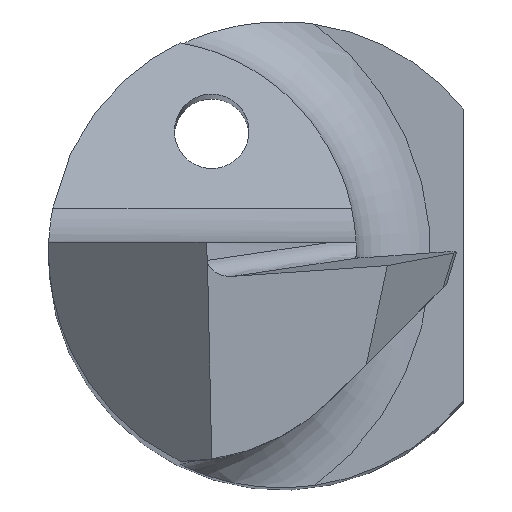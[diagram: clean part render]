
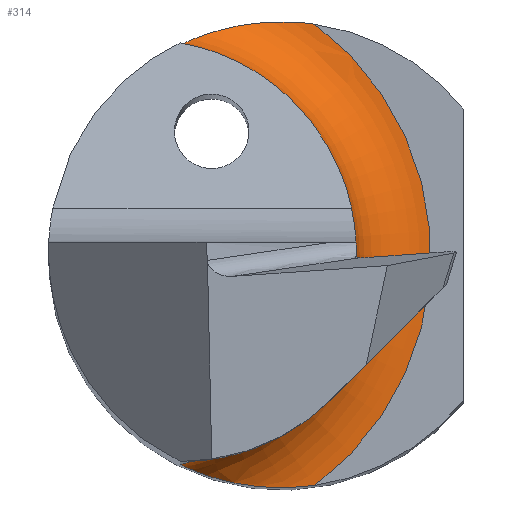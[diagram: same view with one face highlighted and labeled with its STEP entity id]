
A CAD part, top view. The second image highlights one B-rep face of the part: STEP entity #314.
In plain terms, the highlighted toroidal (fillet/blend) face has major radius 3.084 mm and minor radius 0.8 mm.
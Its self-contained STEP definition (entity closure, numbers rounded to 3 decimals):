
#4 = CARTESIAN_POINT ( 'NONE',  ( -0.402, 2.472, 15.094 ) ) ;
#41 = B_SPLINE_CURVE_WITH_KNOTS ( 'NONE', 3,
 ( #128, #60, #616, #894, #353, #886, #823, #46, #124, #210, #200, #679 ),
 .UNSPECIFIED., .F., .F.,
 ( 4, 2, 2, 2, 2, 4 ),
 ( 0., 0., 0.001, 0.001, 0.002, 0.002 ),
 .UNSPECIFIED. ) ;
#46 = CARTESIAN_POINT ( 'NONE',  ( -0.964, -2.307, 15.445 ) ) ;
#57 = DIRECTION ( 'NONE',  ( 1., 0., 0. ) ) ;
#60 = CARTESIAN_POINT ( 'NONE',  ( 0.204, -2.496, 15. ) ) ;
#81 = VERTEX_POINT ( 'NONE', #458 ) ;
#83 = CARTESIAN_POINT ( 'NONE',  ( -1.484, 0., 15.8 ) ) ;
#91 = DIRECTION ( 'NONE',  ( 0., 0., 1. ) ) ;
#124 = CARTESIAN_POINT ( 'NONE',  ( -1.008, -2.288, 15.506 ) ) ;
#128 = CARTESIAN_POINT ( 'NONE',  ( 0.357, -2.474, 15. ) ) ;
#136 = AXIS2_PLACEMENT_3D ( 'NONE', #500, #91, #222 ) ;
#152 = CARTESIAN_POINT ( 'NONE',  ( 0.204, 2.496, 15. ) ) ;
#159 = CARTESIAN_POINT ( 'NONE',  ( -1.09, 2.25, 15.8 ) ) ;
#180 = ORIENTED_EDGE ( 'NONE', *, *, #572, .F. ) ;
#200 = CARTESIAN_POINT ( 'NONE',  ( -1.09, -2.25, 15.722 ) ) ;
#210 = CARTESIAN_POINT ( 'NONE',  ( -1.072, -2.259, 15.646 ) ) ;
#214 = EDGE_CURVE ( 'NONE', #862, #652, #502, .T. ) ;
#222 = DIRECTION ( 'NONE',  ( 1., 0., 0. ) ) ;
#227 = FACE_OUTER_BOUND ( 'NONE', #720, .T. ) ;
#231 = CARTESIAN_POINT ( 'NONE',  ( 0.05, 2.504, 15.01 ) ) ;
#248 = AXIS2_PLACEMENT_3D ( 'NONE', #690, #403, #57 ) ;
#256 = ORIENTED_EDGE ( 'NONE', *, *, #295, .F. ) ;
#295 = EDGE_CURVE ( 'NONE', #81, #862, #552, .T. ) ;
#314 = ADVANCED_FACE ( 'NONE', ( #227 ), #561, .F. ) ;
#328 = AXIS2_PLACEMENT_3D ( 'NONE', #83, #842, #423 ) ;
#353 = CARTESIAN_POINT ( 'NONE',  ( -0.4, -2.472, 15.094 ) ) ;
#371 = CARTESIAN_POINT ( 'NONE',  ( -1.09, -2.25, 15.8 ) ) ;
#381 = CIRCLE ( 'NONE', #328, 2.284 ) ;
#403 = DIRECTION ( 'NONE',  ( 0., 0., -1. ) ) ;
#423 = DIRECTION ( 'NONE',  ( 1., 0., 0. ) ) ;
#425 = CARTESIAN_POINT ( 'NONE',  ( -0.68, 2.41, 15.207 ) ) ;
#433 = CARTESIAN_POINT ( 'NONE',  ( -0.811, 2.368, 15.285 ) ) ;
#458 = CARTESIAN_POINT ( 'NONE',  ( -1.09, 2.25, 15.8 ) ) ;
#466 = ORIENTED_EDGE ( 'NONE', *, *, #214, .F. ) ;
#500 = CARTESIAN_POINT ( 'NONE',  ( -1.484, 0., 15.8 ) ) ;
#502 = CIRCLE ( 'NONE', #248, 3.084 ) ;
#552 = B_SPLINE_CURVE_WITH_KNOTS ( 'NONE', 3,
 ( #159, #902, #631, #433, #425, #4, #762, #231, #152, #560 ),
 .UNSPECIFIED., .F., .F.,
 ( 4, 2, 2, 2, 4 ),
 ( 0., 0., 0.001, 0.001, 0.002 ),
 .UNSPECIFIED. ) ;
#557 = CARTESIAN_POINT ( 'NONE',  ( 0.357, -2.474, 15. ) ) ;
#560 = CARTESIAN_POINT ( 'NONE',  ( 0.357, 2.474, 15. ) ) ;
#561 = TOROIDAL_SURFACE ( 'NONE', #136, 3.084, 0.8 ) ;
#572 = EDGE_CURVE ( 'NONE', #652, #860, #41, .T. ) ;
#574 = ORIENTED_EDGE ( 'NONE', *, *, #875, .F. ) ;
#616 = CARTESIAN_POINT ( 'NONE',  ( 0.052, -2.504, 15.01 ) ) ;
#631 = CARTESIAN_POINT ( 'NONE',  ( -1.016, 2.287, 15.499 ) ) ;
#652 = VERTEX_POINT ( 'NONE', #557 ) ;
#679 = CARTESIAN_POINT ( 'NONE',  ( -1.09, -2.25, 15.8 ) ) ;
#690 = CARTESIAN_POINT ( 'NONE',  ( -1.484, 0., 15. ) ) ;
#720 = EDGE_LOOP ( 'NONE', ( #180, #466, #256, #574 ) ) ;
#762 = CARTESIAN_POINT ( 'NONE',  ( -0.251, 2.492, 15.057 ) ) ;
#763 = CARTESIAN_POINT ( 'NONE',  ( 0.357, 2.474, 15. ) ) ;
#823 = CARTESIAN_POINT ( 'NONE',  ( -0.809, -2.368, 15.283 ) ) ;
#842 = DIRECTION ( 'NONE',  ( 0., 0., 1. ) ) ;
#860 = VERTEX_POINT ( 'NONE', #371 ) ;
#862 = VERTEX_POINT ( 'NONE', #763 ) ;
#875 = EDGE_CURVE ( 'NONE', #860, #81, #381, .T. ) ;
#886 = CARTESIAN_POINT ( 'NONE',  ( -0.678, -2.411, 15.207 ) ) ;
#894 = CARTESIAN_POINT ( 'NONE',  ( -0.249, -2.492, 15.056 ) ) ;
#902 = CARTESIAN_POINT ( 'NONE',  ( -1.09, 2.25, 15.644 ) ) ;
